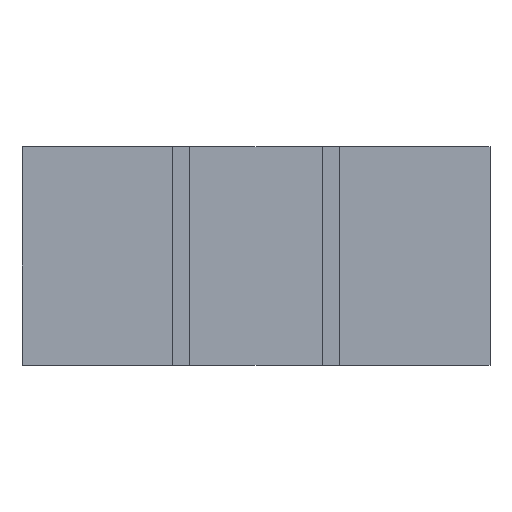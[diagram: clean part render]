
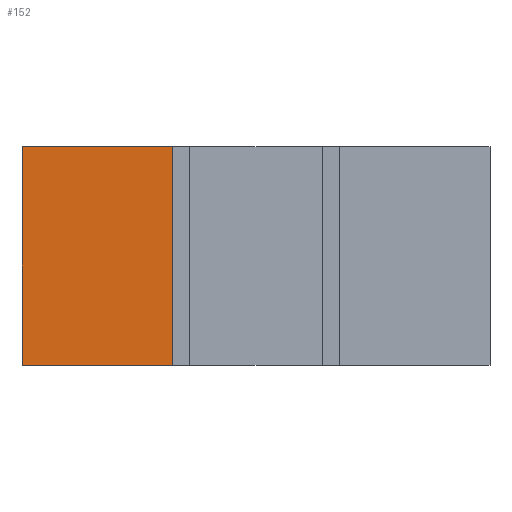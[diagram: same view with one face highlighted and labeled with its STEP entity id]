
A CAD part, top view. The second image highlights one B-rep face of the part: STEP entity #152.
In plain terms, the highlighted planar face has unit normal (0, 0, 1).
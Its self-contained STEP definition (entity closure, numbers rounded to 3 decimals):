
#24 = VERTEX_POINT('',#25);
#25 = CARTESIAN_POINT('',(0.,0.,6.));
#40 = VERTEX_POINT('',#41);
#41 = CARTESIAN_POINT('',(0.,63.,6.));
#47 = EDGE_CURVE('',#24,#40,#48,.T.);
#48 = LINE('',#49,#50);
#49 = CARTESIAN_POINT('',(0.,0.,6.));
#50 = VECTOR('',#51,1.);
#51 = DIRECTION('',(-0.,1.,0.));
#86 = EDGE_CURVE('',#24,#87,#89,.T.);
#87 = VERTEX_POINT('',#88);
#88 = CARTESIAN_POINT('',(43.333,0.,6.));
#89 = LINE('',#90,#91);
#90 = CARTESIAN_POINT('',(0.,0.,6.));
#91 = VECTOR('',#92,1.);
#92 = DIRECTION('',(1.,0.,-0.));
#152 = ADVANCED_FACE('',(#153),#171,.T.);
#153 = FACE_BOUND('',#154,.T.);
#154 = EDGE_LOOP('',(#155,#163,#164,#165));
#155 = ORIENTED_EDGE('',*,*,#156,.F.);
#156 = EDGE_CURVE('',#40,#157,#159,.T.);
#157 = VERTEX_POINT('',#158);
#158 = CARTESIAN_POINT('',(43.333,63.,6.));
#159 = LINE('',#160,#161);
#160 = CARTESIAN_POINT('',(0.,63.,6.));
#161 = VECTOR('',#162,1.);
#162 = DIRECTION('',(1.,0.,-0.));
#163 = ORIENTED_EDGE('',*,*,#47,.F.);
#164 = ORIENTED_EDGE('',*,*,#86,.T.);
#165 = ORIENTED_EDGE('',*,*,#166,.T.);
#166 = EDGE_CURVE('',#87,#157,#167,.T.);
#167 = LINE('',#168,#169);
#168 = CARTESIAN_POINT('',(43.333,0.,6.));
#169 = VECTOR('',#170,1.);
#170 = DIRECTION('',(-0.,1.,0.));
#171 = PLANE('',#172);
#172 = AXIS2_PLACEMENT_3D('',#173,#174,#175);
#173 = CARTESIAN_POINT('',(0.,0.,6.));
#174 = DIRECTION('',(0.,0.,1.));
#175 = DIRECTION('',(1.,0.,-0.));
